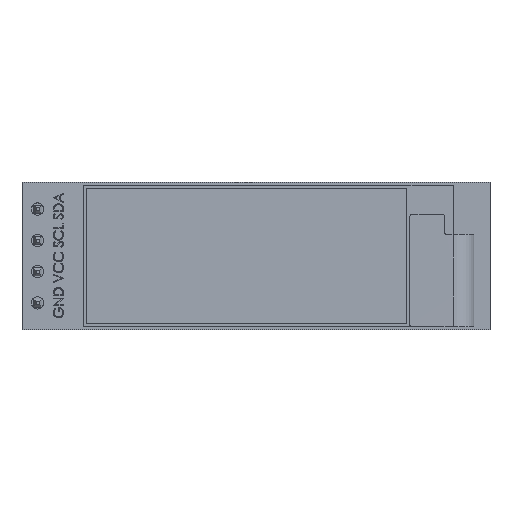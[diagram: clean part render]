
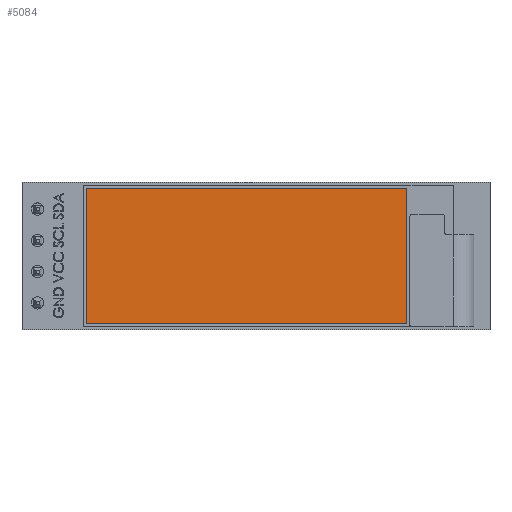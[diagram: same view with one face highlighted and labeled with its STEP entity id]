
A CAD part, top view. The second image highlights one B-rep face of the part: STEP entity #5084.
In plain terms, the highlighted planar face has unit normal (0, 0, 1).
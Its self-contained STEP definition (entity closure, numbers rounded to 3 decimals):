
#418=FACE_OUTER_BOUND('',#734,.T.);
#734=EDGE_LOOP('',(#3702,#3703,#3704,#3705));
#1128=LINE('',#7494,#1688);
#1131=LINE('',#7499,#1691);
#1133=LINE('',#7503,#1693);
#1134=LINE('',#7505,#1694);
#1688=VECTOR('',#5926,1000.);
#1691=VECTOR('',#5931,1000.);
#1693=VECTOR('',#5935,1000.);
#1694=VECTOR('',#5938,1000.);
#2219=VERTEX_POINT('',#7491);
#2220=VERTEX_POINT('',#7493);
#2221=VERTEX_POINT('',#7497);
#2222=VERTEX_POINT('',#7501);
#2766=EDGE_CURVE('',#2220,#2219,#1128,.T.);
#2769=EDGE_CURVE('',#2219,#2221,#1131,.T.);
#2771=EDGE_CURVE('',#2221,#2222,#1133,.T.);
#2772=EDGE_CURVE('',#2222,#2220,#1134,.T.);
#3702=ORIENTED_EDGE('',*,*,#2766,.T.);
#3703=ORIENTED_EDGE('',*,*,#2769,.T.);
#3704=ORIENTED_EDGE('',*,*,#2771,.T.);
#3705=ORIENTED_EDGE('',*,*,#2772,.T.);
#4852=PLANE('',#5439);
#5084=ADVANCED_FACE('',(#418),#4852,.T.);
#5439=AXIS2_PLACEMENT_3D('',#7506,#5939,#5940);
#5926=DIRECTION('',(0.,1.,0.));
#5931=DIRECTION('',(-1.,0.,0.));
#5935=DIRECTION('',(0.,-1.,0.));
#5938=DIRECTION('',(1.,0.,0.));
#5939=DIRECTION('center_axis',(0.,0.,1.));
#5940=DIRECTION('ref_axis',(1.,0.,0.));
#7491=CARTESIAN_POINT('',(12.25,5.5,2.9));
#7493=CARTESIAN_POINT('',(12.25,-5.5,2.9));
#7494=CARTESIAN_POINT('',(12.25,5.5,2.9));
#7497=CARTESIAN_POINT('',(-13.75,5.5,2.9));
#7499=CARTESIAN_POINT('',(-13.75,5.5,2.9));
#7501=CARTESIAN_POINT('',(-13.75,-5.5,2.9));
#7503=CARTESIAN_POINT('',(-13.75,5.5,2.9));
#7505=CARTESIAN_POINT('',(-13.75,-5.5,2.9));
#7506=CARTESIAN_POINT('Origin',(0.,0.,2.9));
